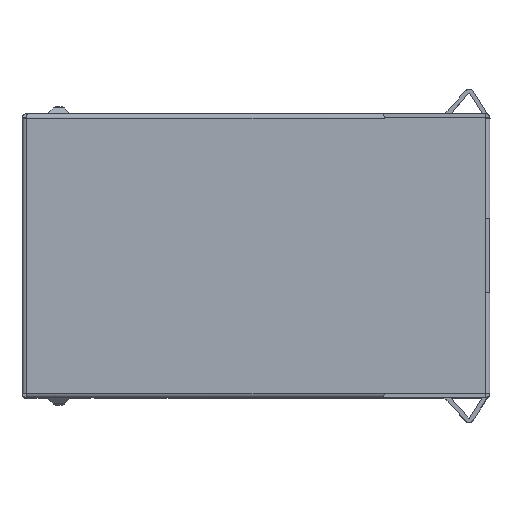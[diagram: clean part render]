
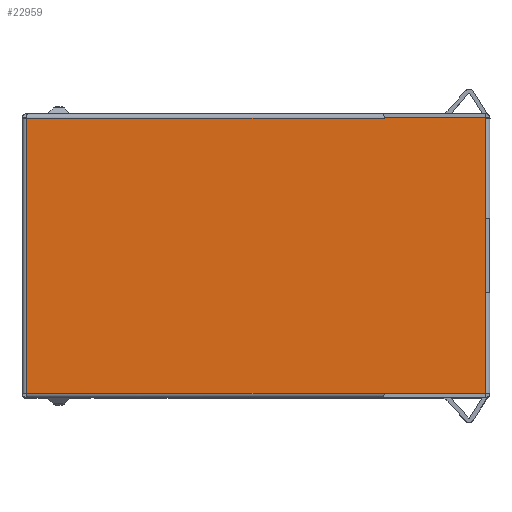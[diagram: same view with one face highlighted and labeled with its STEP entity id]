
A CAD part, top view. The second image highlights one B-rep face of the part: STEP entity #22959.
In plain terms, the highlighted planar face has unit normal (0, 0, 1).
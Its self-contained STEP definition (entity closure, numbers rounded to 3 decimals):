
#204=CIRCLE('',#24405,0.005);
#253=CIRCLE('',#24540,0.005);
#1159=LINE('',#43042,#4073);
#1172=LINE('',#43073,#4086);
#1229=LINE('',#43286,#4143);
#1375=LINE('',#43720,#4289);
#1389=LINE('',#43754,#4303);
#1439=LINE('',#43933,#4353);
#1460=LINE('',#43961,#4374);
#1465=LINE('',#43972,#4379);
#1467=LINE('',#43980,#4381);
#1498=LINE('',#44038,#4412);
#4073=VECTOR('',#27236,1000.);
#4086=VECTOR('',#27271,1000.);
#4143=VECTOR('',#27402,1000.);
#4289=VECTOR('',#27724,1000.);
#4303=VECTOR('',#27760,1000.);
#4353=VECTOR('',#27874,1000.);
#4374=VECTOR('',#27907,1000.);
#4379=VECTOR('',#27924,1000.);
#4381=VECTOR('',#27938,1000.);
#4412=VECTOR('',#28023,1000.);
#8913=ORIENTED_EDGE('',*,*,#14103,.F.);
#8914=ORIENTED_EDGE('',*,*,#14089,.T.);
#8915=ORIENTED_EDGE('',*,*,#14484,.T.);
#8916=ORIENTED_EDGE('',*,*,#14367,.T.);
#8917=ORIENTED_EDGE('',*,*,#14381,.T.);
#8918=ORIENTED_EDGE('',*,*,#14384,.T.);
#8919=ORIENTED_EDGE('',*,*,#14478,.F.);
#8920=ORIENTED_EDGE('',*,*,#14450,.F.);
#8921=ORIENTED_EDGE('',*,*,#14472,.F.);
#8922=ORIENTED_EDGE('',*,*,#14182,.F.);
#8923=ORIENTED_EDGE('',*,*,#14519,.T.);
#8924=ORIENTED_EDGE('',*,*,#14105,.F.);
#14089=EDGE_CURVE('',#17142,#17141,#1159,.T.);
#14103=EDGE_CURVE('',#17142,#17148,#204,.T.);
#14105=EDGE_CURVE('',#17148,#17149,#1172,.T.);
#14182=EDGE_CURVE('',#17199,#17200,#1229,.T.);
#14367=EDGE_CURVE('',#17326,#17325,#1375,.T.);
#14381=EDGE_CURVE('',#17325,#17332,#253,.T.);
#14384=EDGE_CURVE('',#17332,#17334,#1389,.T.);
#14450=EDGE_CURVE('',#17377,#17378,#1439,.T.);
#14472=EDGE_CURVE('',#17200,#17377,#1460,.T.);
#14478=EDGE_CURVE('',#17378,#17334,#1465,.T.);
#14484=EDGE_CURVE('',#17141,#17326,#1467,.T.);
#14519=EDGE_CURVE('',#17199,#17149,#1498,.T.);
#17141=VERTEX_POINT('',#43041);
#17142=VERTEX_POINT('',#43043);
#17148=VERTEX_POINT('',#43070);
#17149=VERTEX_POINT('',#43074);
#17199=VERTEX_POINT('',#43285);
#17200=VERTEX_POINT('',#43287);
#17325=VERTEX_POINT('',#43719);
#17326=VERTEX_POINT('',#43721);
#17332=VERTEX_POINT('',#43747);
#17334=VERTEX_POINT('',#43753);
#17377=VERTEX_POINT('',#43932);
#17378=VERTEX_POINT('',#43934);
#19262=EDGE_LOOP('',(#8913,#8914,#8915,#8916,#8917,#8918,#8919,#8920,#8921,
#8922,#8923,#8924));
#20620=FACE_BOUND('',#19262,.T.);
#21776=PLANE('',#24620);
#22959=ADVANCED_FACE('',(#20620),#21776,.T.);
#24405=AXIS2_PLACEMENT_3D('',#43069,#27266,#27267);
#24540=AXIS2_PLACEMENT_3D('',#43748,#27753,#27754);
#24620=AXIS2_PLACEMENT_3D('',#44039,#28024,#28025);
#27236=DIRECTION('',(1.,0.,0.));
#27266=DIRECTION('',(0.,0.,1.));
#27267=DIRECTION('',(1.,0.,0.));
#27271=DIRECTION('',(0.,-1.,0.));
#27402=DIRECTION('',(0.,1.,0.));
#27724=DIRECTION('',(-1.,0.,0.));
#27753=DIRECTION('',(0.,0.,-1.));
#27754=DIRECTION('',(1.,0.,0.));
#27760=DIRECTION('',(0.,1.,0.));
#27874=DIRECTION('',(0.,1.,0.));
#27907=DIRECTION('',(0.,1.,0.));
#27924=DIRECTION('',(1.,0.,0.));
#27938=DIRECTION('',(0.,1.,0.));
#28023=DIRECTION('',(1.,0.,0.));
#28024=DIRECTION('',(0.,0.,1.));
#28025=DIRECTION('',(-1.,0.,0.));
#43041=CARTESIAN_POINT('',(14.185,-8.365,12.51));
#43042=CARTESIAN_POINT('',(-7.571,-8.365,12.51));
#43043=CARTESIAN_POINT('',(-7.571,-8.365,12.51));
#43069=CARTESIAN_POINT('',(-7.576,-8.365,12.51));
#43070=CARTESIAN_POINT('',(-7.581,-8.365,12.51));
#43073=CARTESIAN_POINT('',(-7.581,-8.375,12.51));
#43074=CARTESIAN_POINT('',(-7.581,-8.375,12.51));
#43285=CARTESIAN_POINT('',(-13.725,-8.375,12.51));
#43286=CARTESIAN_POINT('',(-13.725,-8.375,12.51));
#43287=CARTESIAN_POINT('',(-13.725,-8.365,12.51));
#43719=CARTESIAN_POINT('',(-7.571,8.365,12.51));
#43720=CARTESIAN_POINT('',(14.185,8.365,12.51));
#43721=CARTESIAN_POINT('',(14.185,8.365,12.51));
#43747=CARTESIAN_POINT('',(-7.581,8.365,12.51));
#43748=CARTESIAN_POINT('',(-7.576,8.365,12.51));
#43753=CARTESIAN_POINT('',(-7.581,8.375,12.51));
#43754=CARTESIAN_POINT('',(-7.581,8.375,12.51));
#43932=CARTESIAN_POINT('',(-13.725,8.365,12.51));
#43933=CARTESIAN_POINT('',(-13.725,-8.375,12.51));
#43934=CARTESIAN_POINT('',(-13.725,8.375,12.51));
#43961=CARTESIAN_POINT('',(-13.725,-8.375,12.51));
#43972=CARTESIAN_POINT('',(14.185,8.375,12.51));
#43980=CARTESIAN_POINT('',(14.185,-8.375,12.51));
#44038=CARTESIAN_POINT('',(14.185,-8.375,12.51));
#44039=CARTESIAN_POINT('',(14.185,-8.375,12.51));
